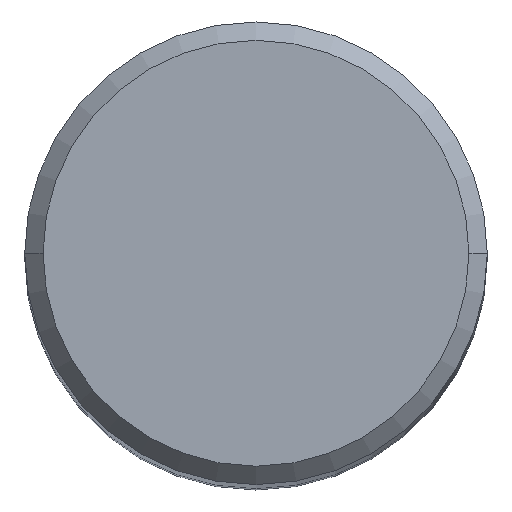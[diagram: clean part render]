
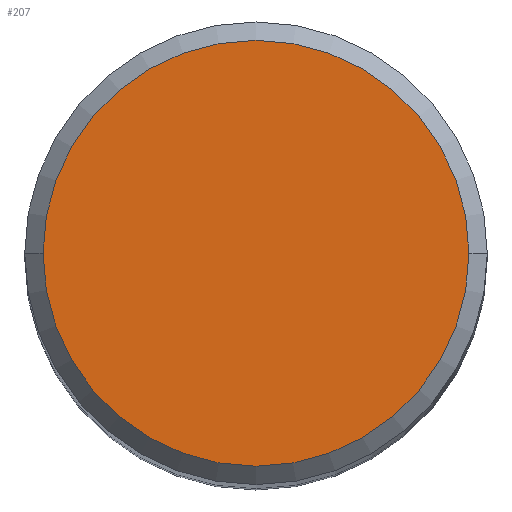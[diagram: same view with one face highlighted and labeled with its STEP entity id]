
A CAD part, top view. The second image highlights one B-rep face of the part: STEP entity #207.
In plain terms, the highlighted planar face has unit normal (0, 0, 1).
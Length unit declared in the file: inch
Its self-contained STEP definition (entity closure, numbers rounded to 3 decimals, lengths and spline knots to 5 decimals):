
#23 = DIRECTION ( 'NONE',  ( 0., 0., -1. ) ) ;
#43 = DIRECTION ( 'NONE',  ( 0., 0., 1. ) ) ;
#47 = AXIS2_PLACEMENT_3D ( 'NONE', #268, #43, #102 ) ;
#76 = CARTESIAN_POINT ( 'NONE',  ( 0.36245, 0., 0. ) ) ;
#85 = EDGE_CURVE ( 'NONE', #214, #155, #266, .T. ) ;
#92 = CARTESIAN_POINT ( 'NONE',  ( -0.36245, 0., 0. ) ) ;
#97 = DIRECTION ( 'NONE',  ( -1., 0., 0. ) ) ;
#102 = DIRECTION ( 'NONE',  ( 1., 0., 0. ) ) ;
#117 = AXIS2_PLACEMENT_3D ( 'NONE', #349, #23, #97 ) ;
#155 = VERTEX_POINT ( 'NONE', #92 ) ;
#184 = ORIENTED_EDGE ( 'NONE', *, *, #85, .T. ) ;
#207 = ADVANCED_FACE ( 'NONE', ( #210 ), #359, .F. ) ;
#210 = FACE_OUTER_BOUND ( 'NONE', #293, .T. ) ;
#214 = VERTEX_POINT ( 'NONE', #76 ) ;
#241 = AXIS2_PLACEMENT_3D ( 'NONE', #253, #338, #310 ) ;
#253 = CARTESIAN_POINT ( 'NONE',  ( 0., 0., 0. ) ) ;
#266 = CIRCLE ( 'NONE', #47, 0.36245 ) ;
#268 = CARTESIAN_POINT ( 'NONE',  ( 0., 0., 0. ) ) ;
#293 = EDGE_LOOP ( 'NONE', ( #320, #184 ) ) ;
#310 = DIRECTION ( 'NONE',  ( 1., 0., 0. ) ) ;
#320 = ORIENTED_EDGE ( 'NONE', *, *, #322, .T. ) ;
#322 = EDGE_CURVE ( 'NONE', #155, #214, #326, .T. ) ;
#326 = CIRCLE ( 'NONE', #241, 0.36245 ) ;
#338 = DIRECTION ( 'NONE',  ( 0., 0., 1. ) ) ;
#349 = CARTESIAN_POINT ( 'NONE',  ( 0., 0., 0. ) ) ;
#359 = PLANE ( 'NONE',  #117 ) ;
